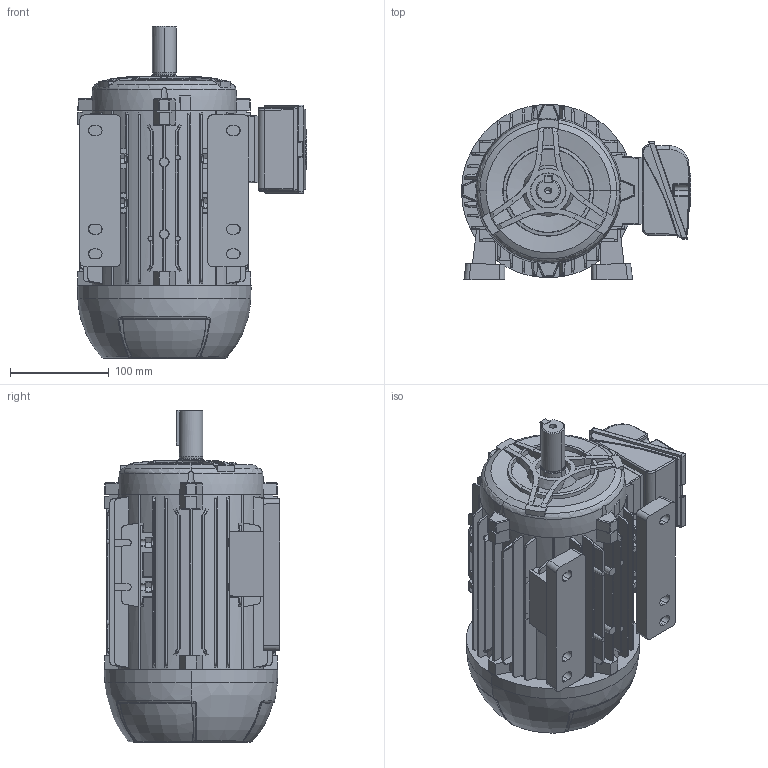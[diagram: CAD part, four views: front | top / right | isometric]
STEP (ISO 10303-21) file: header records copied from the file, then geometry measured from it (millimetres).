
FILE_DESCRIPTION (( 'STEP AP203' ), '1' );
FILE_NAME ('# IEC90 - B3E - L.STEP', '2022-05-26T13:01:47', ( '' ), ( '' ), 'SwSTEP 2.0', 'SolidWorks 2020', '' );
FILE_SCHEMA (( 'CONFIG_CONTROL_DESIGN' ));
Length unit declared in the file: millimetre
Products named in the file (16): 505142045_505142045; TABELA ROTORES IEC90 4P AC180_50.5295.098 - �89,50; 105010019-6205 NSK_DIN 625 - 6205 - 12,DE,NC,12_68; 105006099_505007467; 105006084_105006084; LLLLLLLLL_505007970- COM USINAGEM; 105007074_10.5007.074; IEC90_105032001teste_001_10.5032.018-8x7x36; IEC90_500014958teste_001; 105010010-6204 NSK_SKF - 6204 - 10,DE,NC,10_68; 105006086_105006086; # IEC90 - B3E - L; IEC90_500014957teste_001_10.5007.074; Eixo Padrão IEC90 IR3_50.5137.077_IR2; 105007077; 105007080_10.5007.080
Assembly tree (10 placements, depth 3):
  TABELA ROTORES IEC90 4P AC180_50.5295.098 - �89,50
  105010019-6205 NSK_DIN 625 - 6205 - 12,DE,NC,12_68
  105007074_10.5007.074
  105010010-6204 NSK_SKF - 6204 - 10,DE,NC,10_68
  # IEC90 - B3E - L
    LLLLLLLLL_505007970- COM USINAGEM
    105006084_105006084
    105006086_105006086
    505142045_505142045
      Eixo Padrão IEC90 IR3_50.5137.077_IR2
    105006099_505007467
    105007080_10.5007.080
    IEC90_105032001teste_001_10.5032.018-8x7x36
    IEC90_500014957teste_001_10.5007.074
    IEC90_500014958teste_001
Bounding box: 232.2 x 178 x 336.4 mm (x, y, z)
Volume: 5922878.9 mm3; surface area: 498477.9 mm2
Topology: 9 solids, 9 shells, 1586 faces, 4242 edges, 2700 vertices
Faces by surface type: plane 794, cylinder 350, bspline 171, cone 169, sphere 66, torus 36
Entity records: 57959 total; most frequent: CARTESIAN_POINT 19857, ORIENTED_EDGE 8404, DIRECTION 6721, EDGE_CURVE 4202, VERTEX_POINT 2692, VECTOR 2305, LINE 2305, AXIS2_PLACEMENT_3D 2208
